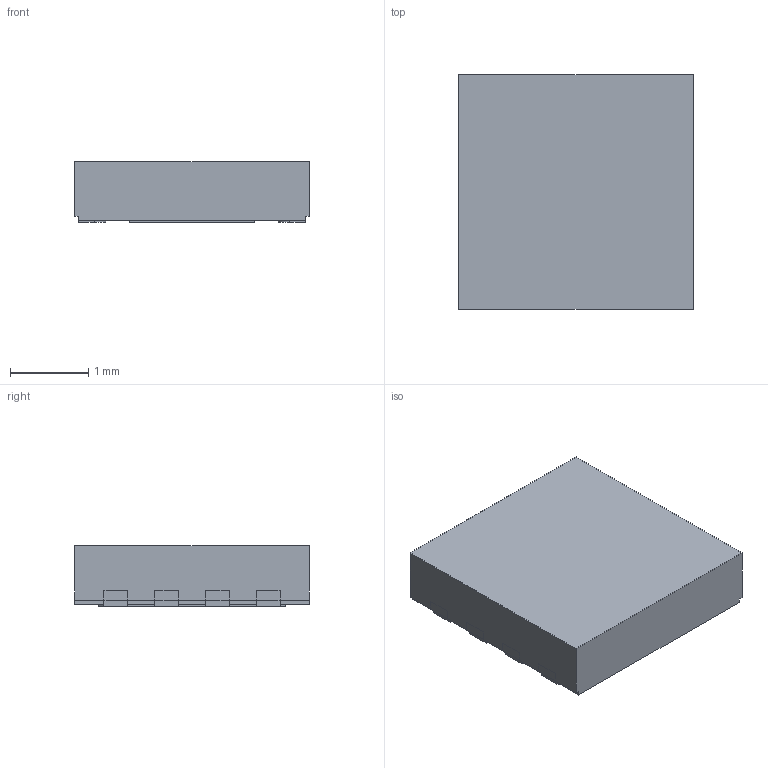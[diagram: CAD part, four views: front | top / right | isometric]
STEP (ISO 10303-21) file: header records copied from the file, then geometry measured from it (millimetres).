
FILE_DESCRIPTION((''),'2;1');
FILE_NAME('DRB0008F_ASM','2016-07-12T',('a0412025'),(''),'CREO PARAMETRIC BY PTC INC, 2016050','CREO PARAMETRIC BY PTC INC, 2016050','');
FILE_SCHEMA(('AUTOMOTIVE_DESIGN { 1 0 10303 214 1 1 1 1 }'));
Length unit declared in the file: millimetre
Products named in the file (3): BODY-SON_AF0; FRAME-DRB0008F_AF0; DRB0008F_ASM
Assembly tree (2 placements, depth 2):
  DRB0008F_ASM
    BODY-SON_AF0
    FRAME-DRB0008F_AF0
Bounding box: 3 x 3 x 0.78 mm (x, y, z)
Volume: 6.8 mm3; surface area: 47.8 mm2
Topology: 10 solids, 10 shells, 145 faces, 366 edges, 244 vertices
Faces by surface type: plane 129, cylinder 16
Entity records: 6041 total; most frequent: CARTESIAN_POINT 767, ORIENTED_EDGE 732, DIRECTION 698, PRESENTATION_STYLE_ASSIGNMENT 401, STYLED_ITEM 376, CURVE_STYLE 366, EDGE_CURVE 366, VECTOR 334
